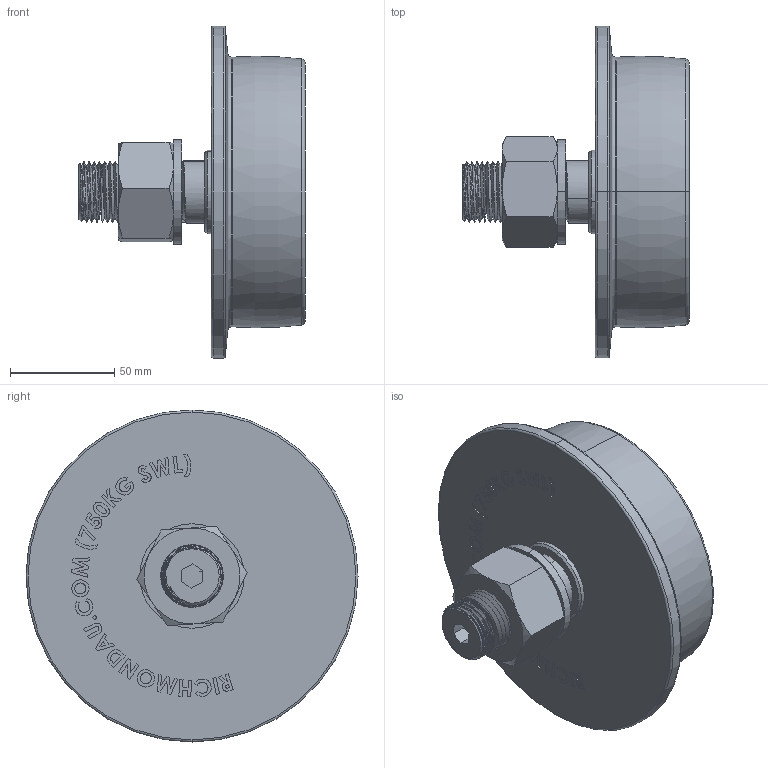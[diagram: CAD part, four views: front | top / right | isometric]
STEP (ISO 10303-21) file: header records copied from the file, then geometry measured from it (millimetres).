
FILE_DESCRIPTION (( 'STEP AP214' ), '1' );
FILE_NAME ('BT130.STEP', '2025-01-22T22:50:33', ( '' ), ( '' ), 'SwSTEP 2.0', 'SolidWorks 2024', '' );
FILE_SCHEMA (( 'AUTOMOTIVE_DESIGN' ));
Length unit declared in the file: millimetre
Products named in the file (4): 039BT130M30 (Solid Model); hex nut gradec_din_Hexagon Nut ISO 4034 - M30 - C; plain washer small grade a_din_Washer DIN 433 - 31; BT130
Assembly tree (3 placements, depth 2):
  BT130
    039BT130M30 (Solid Model)
    plain washer small grade a_din_Washer DIN 433 - 31
    hex nut gradec_din_Hexagon Nut ISO 4034 - M30 - C
Bounding box: 108.4 x 159 x 159 mm (x, y, z)
Volume: 717003 mm3; surface area: 79002.5 mm2
Topology: 3 solids, 3 shells, 353 faces, 905 edges, 591 vertices
Faces by surface type: plane 198, bspline 106, cone 23, cylinder 14, torus 12
Entity records: 19387 total; most frequent: CARTESIAN_POINT 11426, ORIENTED_EDGE 1810, DIRECTION 1241, EDGE_CURVE 905, LINE 595, VECTOR 595, VERTEX_POINT 591, EDGE_LOOP 390
